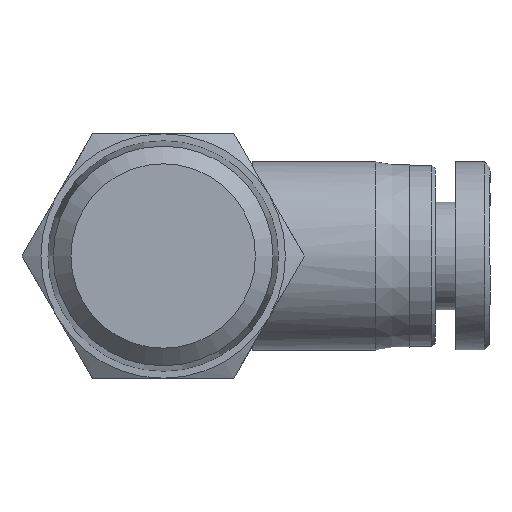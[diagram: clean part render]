
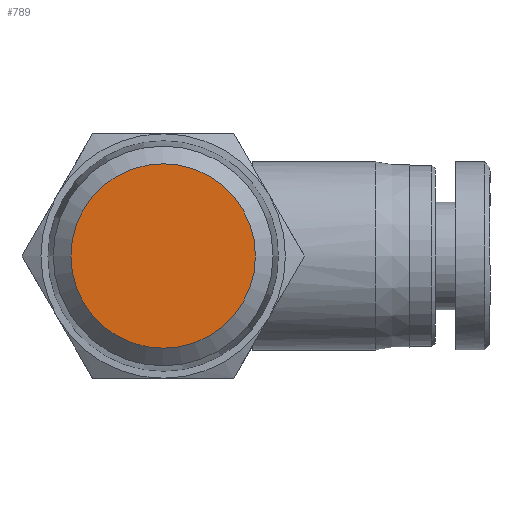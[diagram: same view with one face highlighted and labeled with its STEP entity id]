
A CAD part, front view. The second image highlights one B-rep face of the part: STEP entity #789.
In plain terms, the highlighted face is planar.
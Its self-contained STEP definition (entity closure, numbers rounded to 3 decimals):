
#749=CARTESIAN_POINT('',(26.4,5.39,0.));
#750=VERTEX_POINT('',#749);
#751=CARTESIAN_POINT('',(26.4,0.,0.0));
#752=DIRECTION('',(-1.0,0.0,0.0));
#753=DIRECTION('',(0.0,-1.0,0.0));
#754=AXIS2_PLACEMENT_3D('',#751,#752,#753);
#755=CIRCLE('',#754,5.39);
#756=EDGE_CURVE('',#750,#750,#755,.T.);
#781=CARTESIAN_POINT('',(26.4,3.195,0.0));
#782=DIRECTION('',(1.0,0.0,0.0));
#783=DIRECTION('',(0.0,0.0,-1.0));
#784=AXIS2_PLACEMENT_3D('',#781,#782,#783);
#785=PLANE('',#784);
#786=ORIENTED_EDGE('',*,*,#756,.F.);
#787=EDGE_LOOP('',(#786));
#788=FACE_OUTER_BOUND('',#787,.T.);
#789=ADVANCED_FACE('',(#788),#785,.T.);
